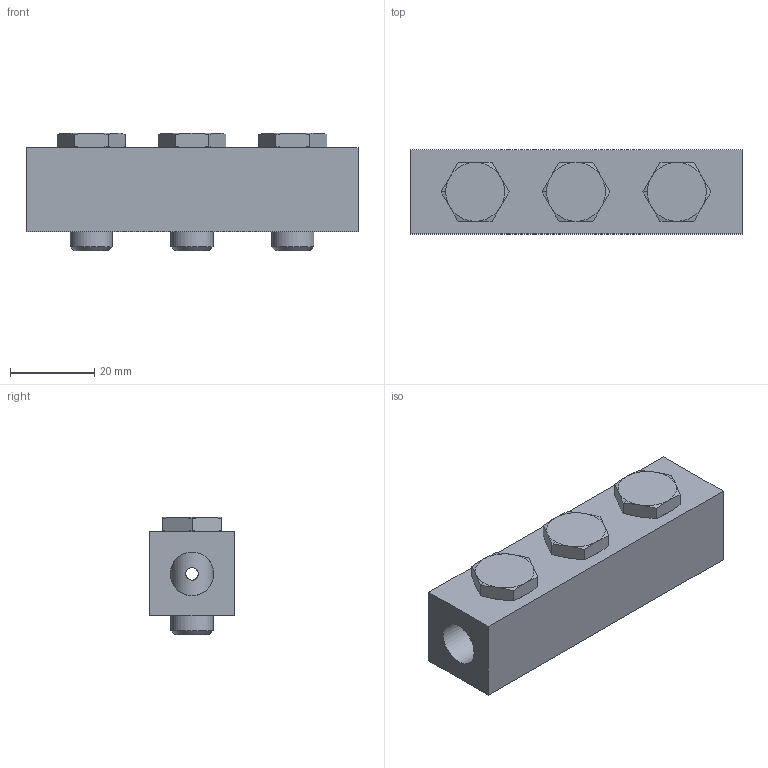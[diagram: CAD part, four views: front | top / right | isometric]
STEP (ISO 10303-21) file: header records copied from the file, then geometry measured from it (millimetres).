
FILE_DESCRIPTION(/* description */ ('Alibre Inc.'),/* implementation_level */ '2;1');
FILE_NAME(/* name */ 'export-B14D7485-7B36-4723-9D50-C776E80A5105',/* time_stamp */ '2021-10-28T15:42:36+02:00',/* author */ (''),/* organization */ (''),/* preprocessor_version */ 'ST-DEVELOPER v17',/* originating_system */ 'Alibre',/* authorisation */ '');
FILE_SCHEMA (('AUTOMOTIVE_DESIGN'));
Length unit declared in the file: millimetre
Products named in the file (1): _0221000300
Bounding box: 79 x 20 x 28 mm (x, y, z)
Volume: 28200.6 mm3; surface area: 11778.5 mm2
Topology: 1 solids, 1 shells, 94 faces, 242 edges, 147 vertices
Faces by surface type: cone 48, plane 30, cylinder 16
Full cylindrical faces by diameter (mm): 3 x6, 5.2 x3, 10 x6, 10.4 x1
Entity records: 3971 total; most frequent: CARTESIAN_POINT 1934, ORIENTED_EDGE 430, DIRECTION 309, EDGE_CURVE 215, AXIS2_PLACEMENT_3D 145, VERTEX_POINT 138, FACE_BOUND 129, EDGE_LOOP 126
